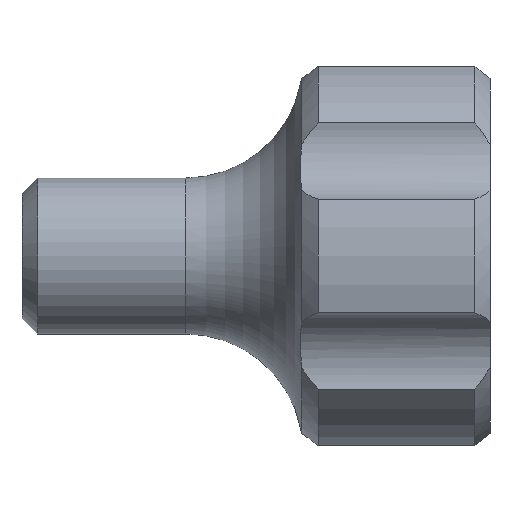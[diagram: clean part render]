
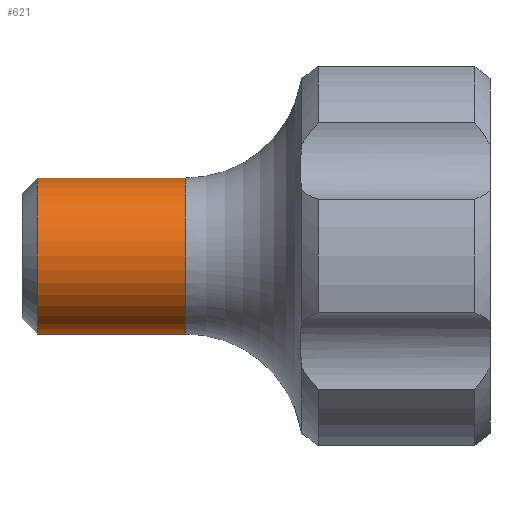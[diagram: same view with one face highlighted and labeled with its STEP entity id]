
A CAD part, front view. The second image highlights one B-rep face of the part: STEP entity #621.
In plain terms, the highlighted cylindrical face has radius 5 mm (diameter 10 mm), a full revolution.
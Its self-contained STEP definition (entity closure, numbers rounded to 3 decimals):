
#72=FACE_OUTER_BOUND('',#111,.T.);
#111=EDGE_LOOP('',(#560,#561,#562,#563,#564,#565));
#132=LINE('',#1293,#151);
#151=VECTOR('',#893,5.);
#159=CIRCLE('',#651,5.);
#167=CIRCLE('',#659,5.);
#193=CIRCLE('',#710,5.);
#194=CIRCLE('',#711,5.);
#277=VERTEX_POINT('',#1210);
#278=VERTEX_POINT('',#1211);
#286=VERTEX_POINT('',#1282);
#287=VERTEX_POINT('',#1283);
#339=EDGE_CURVE('',#277,#278,#159,.T.);
#347=EDGE_CURVE('',#278,#277,#167,.T.);
#377=EDGE_CURVE('',#286,#287,#193,.T.);
#378=EDGE_CURVE('',#287,#286,#194,.T.);
#382=EDGE_CURVE('',#278,#287,#132,.T.);
#560=ORIENTED_EDGE('',*,*,#339,.F.);
#561=ORIENTED_EDGE('',*,*,#347,.F.);
#562=ORIENTED_EDGE('',*,*,#382,.T.);
#563=ORIENTED_EDGE('',*,*,#377,.F.);
#564=ORIENTED_EDGE('',*,*,#378,.F.);
#565=ORIENTED_EDGE('',*,*,#382,.F.);
#586=CYLINDRICAL_SURFACE('',#715,5.);
#621=ADVANCED_FACE('',(#72),#586,.T.);
#651=AXIS2_PLACEMENT_3D('',#1212,#758,#759);
#659=AXIS2_PLACEMENT_3D('',#1220,#774,#775);
#710=AXIS2_PLACEMENT_3D('',#1284,#880,#881);
#711=AXIS2_PLACEMENT_3D('',#1285,#882,#883);
#715=AXIS2_PLACEMENT_3D('',#1292,#891,#892);
#758=DIRECTION('center_axis',(1.,0.,0.));
#759=DIRECTION('ref_axis',(0.,0.,-1.));
#774=DIRECTION('center_axis',(1.,0.,0.));
#775=DIRECTION('ref_axis',(0.,0.,-1.));
#880=DIRECTION('center_axis',(-1.,0.,0.));
#881=DIRECTION('ref_axis',(0.,0.,1.));
#882=DIRECTION('center_axis',(-1.,0.,0.));
#883=DIRECTION('ref_axis',(0.,0.,1.));
#891=DIRECTION('center_axis',(1.,0.,0.));
#892=DIRECTION('ref_axis',(0.,0.,-1.));
#893=DIRECTION('',(-1.,0.,0.));
#1210=CARTESIAN_POINT('',(10.5,0.,-5.));
#1211=CARTESIAN_POINT('',(10.5,0.,5.));
#1212=CARTESIAN_POINT('Origin',(10.5,0.,0.));
#1220=CARTESIAN_POINT('Origin',(10.5,0.,0.));
#1282=CARTESIAN_POINT('',(1.,0.,-5.));
#1283=CARTESIAN_POINT('',(1.,0.,5.));
#1284=CARTESIAN_POINT('Origin',(1.,0.,0.));
#1285=CARTESIAN_POINT('Origin',(1.,0.,0.));
#1292=CARTESIAN_POINT('Origin',(5.25,0.,0.));
#1293=CARTESIAN_POINT('',(5.25,0.,5.));
